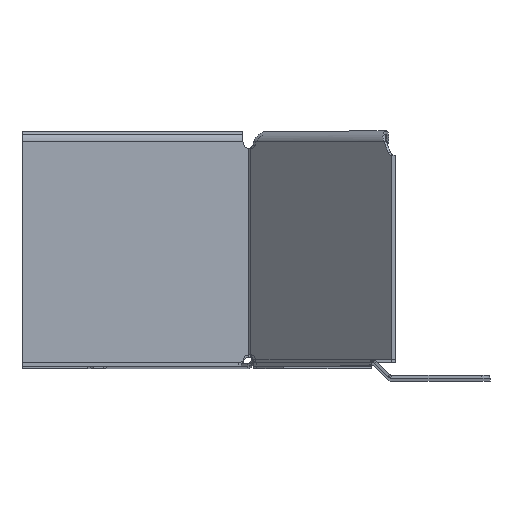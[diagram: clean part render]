
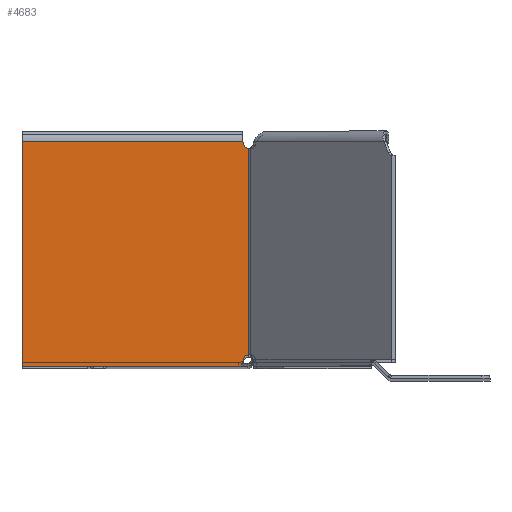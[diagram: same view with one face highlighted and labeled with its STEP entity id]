
A CAD part, top view. The second image highlights one B-rep face of the part: STEP entity #4683.
In plain terms, the highlighted face is planar.
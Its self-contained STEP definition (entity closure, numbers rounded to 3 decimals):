
#29 = AXIS2_PLACEMENT_3D ( 'NONE', #4414, #5316, #5720 ) ;
#158 = DIRECTION ( 'NONE',  ( 0., -1., 0. ) ) ;
#192 = ORIENTED_EDGE ( 'NONE', *, *, #5566, .F. ) ;
#201 = CIRCLE ( 'NONE', #5328, 2.25 ) ;
#392 = CARTESIAN_POINT ( 'NONE',  ( -77.1, 1.75, -6.75 ) ) ;
#455 = EDGE_CURVE ( 'NONE', #4372, #3714, #496, .T. ) ;
#496 = LINE ( 'NONE', #959, #3097 ) ;
#518 = EDGE_CURVE ( 'NONE', #2454, #825, #201, .T. ) ;
#607 = CARTESIAN_POINT ( 'NONE',  ( -79.187, 76.031, -6.75 ) ) ;
#656 = VERTEX_POINT ( 'NONE', #607 ) ;
#748 = CARTESIAN_POINT ( 'NONE',  ( -77.1, 78.25, -6.75 ) ) ;
#790 = CARTESIAN_POINT ( 'NONE',  ( -206.54, 78.25, -6.75 ) ) ;
#815 = LINE ( 'NONE', #790, #4499 ) ;
#825 = VERTEX_POINT ( 'NONE', #2602 ) ;
#861 = CARTESIAN_POINT ( 'NONE',  ( -79.187, 3.969, -6.75 ) ) ;
#863 = VERTEX_POINT ( 'NONE', #5711 ) ;
#897 = DIRECTION ( 'NONE',  ( 0., 0., -1. ) ) ;
#959 = CARTESIAN_POINT ( 'NONE',  ( -206.54, 0., -6.75 ) ) ;
#1003 = CARTESIAN_POINT ( 'NONE',  ( -76.8, 1.189, -6.75 ) ) ;
#1209 = ORIENTED_EDGE ( 'NONE', *, *, #455, .T. ) ;
#1232 = ORIENTED_EDGE ( 'NONE', *, *, #4290, .F. ) ;
#1443 = DIRECTION ( 'NONE',  ( 0., 1., 0. ) ) ;
#1446 = CARTESIAN_POINT ( 'NONE',  ( -76.547, 0.606, -6.75 ) ) ;
#1684 = VERTEX_POINT ( 'NONE', #3895 ) ;
#2025 = EDGE_CURVE ( 'NONE', #863, #656, #2141, .T. ) ;
#2141 = LINE ( 'NONE', #3456, #3621 ) ;
#2192 = CARTESIAN_POINT ( 'NONE',  ( -76.949, 1.47, -6.75 ) ) ;
#2207 = VECTOR ( 'NONE', #158, 1000. ) ;
#2454 = VERTEX_POINT ( 'NONE', #4367 ) ;
#2461 = ORIENTED_EDGE ( 'NONE', *, *, #5318, .T. ) ;
#2470 = ORIENTED_EDGE ( 'NONE', *, *, #2025, .F. ) ;
#2482 = EDGE_LOOP ( 'NONE', ( #5153, #4865, #1232, #2470, #192, #5723, #5266, #2461, #1209, #5695 ) ) ;
#2509 = DIRECTION ( 'NONE',  ( 1., 0., 0. ) ) ;
#2554 = EDGE_CURVE ( 'NONE', #825, #3714, #3276, .T. ) ;
#2566 = LINE ( 'NONE', #4765, #3854 ) ;
#2602 = CARTESIAN_POINT ( 'NONE',  ( -77.1, 1.75, -6.75 ) ) ;
#2692 = DIRECTION ( 'NONE',  ( 0., 1., 0. ) ) ;
#2843 = CARTESIAN_POINT ( 'NONE',  ( 0., 78.25, -6.75 ) ) ;
#2866 = DIRECTION ( 'NONE',  ( -1., 0., 0. ) ) ;
#3008 = AXIS2_PLACEMENT_3D ( 'NONE', #3893, #5660, #5170 ) ;
#3097 = VECTOR ( 'NONE', #5371, 1000. ) ;
#3131 = CARTESIAN_POINT ( 'NONE',  ( -79.35, 1.75, -6.75 ) ) ;
#3176 = CARTESIAN_POINT ( 'NONE',  ( -76.442, 0.304, -6.75 ) ) ;
#3276 = B_SPLINE_CURVE_WITH_KNOTS ( 'NONE', 3,
 ( #392, #2192, #1003, #1446, #3176, #4948 ),
 .UNSPECIFIED., .F., .F.,
 ( 4, 2, 4 ),
 ( 0.001, 0.002, 0.003 ),
 .UNSPECIFIED. ) ;
#3393 = CIRCLE ( 'NONE', #29, 2.25 ) ;
#3456 = CARTESIAN_POINT ( 'NONE',  ( -206.54, 76.031, -6.75 ) ) ;
#3621 = VECTOR ( 'NONE', #5631, 1000. ) ;
#3671 = CARTESIAN_POINT ( 'NONE',  ( 0., 0., -6.75 ) ) ;
#3697 = CARTESIAN_POINT ( 'NONE',  ( -79.187, 0., -6.75 ) ) ;
#3699 = VERTEX_POINT ( 'NONE', #2843 ) ;
#3714 = VERTEX_POINT ( 'NONE', #4179 ) ;
#3722 = EDGE_CURVE ( 'NONE', #2454, #5119, #4262, .T. ) ;
#3854 = VECTOR ( 'NONE', #3902, 1000. ) ;
#3893 = CARTESIAN_POINT ( 'NONE',  ( -206.54, 0., -6.75 ) ) ;
#3895 = CARTESIAN_POINT ( 'NONE',  ( 0., 1.75, -6.75 ) ) ;
#3902 = DIRECTION ( 'NONE',  ( 0., -1., 0. ) ) ;
#4137 = LINE ( 'NONE', #3697, #2207 ) ;
#4179 = CARTESIAN_POINT ( 'NONE',  ( -76.361, 0., -6.75 ) ) ;
#4262 = LINE ( 'NONE', #5226, #4962 ) ;
#4265 = FACE_OUTER_BOUND ( 'NONE', #2482, .T. ) ;
#4290 = EDGE_CURVE ( 'NONE', #656, #5119, #4137, .T. ) ;
#4344 = VECTOR ( 'NONE', #1443, 1000. ) ;
#4367 = CARTESIAN_POINT ( 'NONE',  ( -78.98, 3.969, -6.75 ) ) ;
#4372 = VERTEX_POINT ( 'NONE', #3671 ) ;
#4388 = EDGE_CURVE ( 'NONE', #1684, #3699, #4654, .T. ) ;
#4414 = CARTESIAN_POINT ( 'NONE',  ( -79.35, 78.25, -6.75 ) ) ;
#4499 = VECTOR ( 'NONE', #2509, 1000. ) ;
#4654 = LINE ( 'NONE', #5443, #4344 ) ;
#4683 = ADVANCED_FACE ( 'NONE', ( #4265 ), #4757, .F. ) ;
#4757 = PLANE ( 'NONE',  #3008 ) ;
#4765 = CARTESIAN_POINT ( 'NONE',  ( 0., 1.75, -6.75 ) ) ;
#4865 = ORIENTED_EDGE ( 'NONE', *, *, #3722, .T. ) ;
#4948 = CARTESIAN_POINT ( 'NONE',  ( -76.361, 0., -6.75 ) ) ;
#4962 = VECTOR ( 'NONE', #2866, 1000. ) ;
#5043 = VERTEX_POINT ( 'NONE', #748 ) ;
#5119 = VERTEX_POINT ( 'NONE', #861 ) ;
#5153 = ORIENTED_EDGE ( 'NONE', *, *, #518, .F. ) ;
#5170 = DIRECTION ( 'NONE',  ( 0., 1., 0. ) ) ;
#5226 = CARTESIAN_POINT ( 'NONE',  ( -78.98, 3.969, -6.75 ) ) ;
#5266 = ORIENTED_EDGE ( 'NONE', *, *, #4388, .F. ) ;
#5316 = DIRECTION ( 'NONE',  ( 0., 0., -1. ) ) ;
#5318 = EDGE_CURVE ( 'NONE', #1684, #4372, #2566, .T. ) ;
#5328 = AXIS2_PLACEMENT_3D ( 'NONE', #3131, #897, #2692 ) ;
#5371 = DIRECTION ( 'NONE',  ( -1., 0., 0. ) ) ;
#5380 = EDGE_CURVE ( 'NONE', #5043, #3699, #815, .T. ) ;
#5443 = CARTESIAN_POINT ( 'NONE',  ( 0., 0., -6.75 ) ) ;
#5566 = EDGE_CURVE ( 'NONE', #5043, #863, #3393, .T. ) ;
#5631 = DIRECTION ( 'NONE',  ( -1., 0., 0. ) ) ;
#5660 = DIRECTION ( 'NONE',  ( 0., 0., 1. ) ) ;
#5695 = ORIENTED_EDGE ( 'NONE', *, *, #2554, .F. ) ;
#5711 = CARTESIAN_POINT ( 'NONE',  ( -78.98, 76.031, -6.75 ) ) ;
#5720 = DIRECTION ( 'NONE',  ( 0., 1., 0. ) ) ;
#5723 = ORIENTED_EDGE ( 'NONE', *, *, #5380, .T. ) ;
